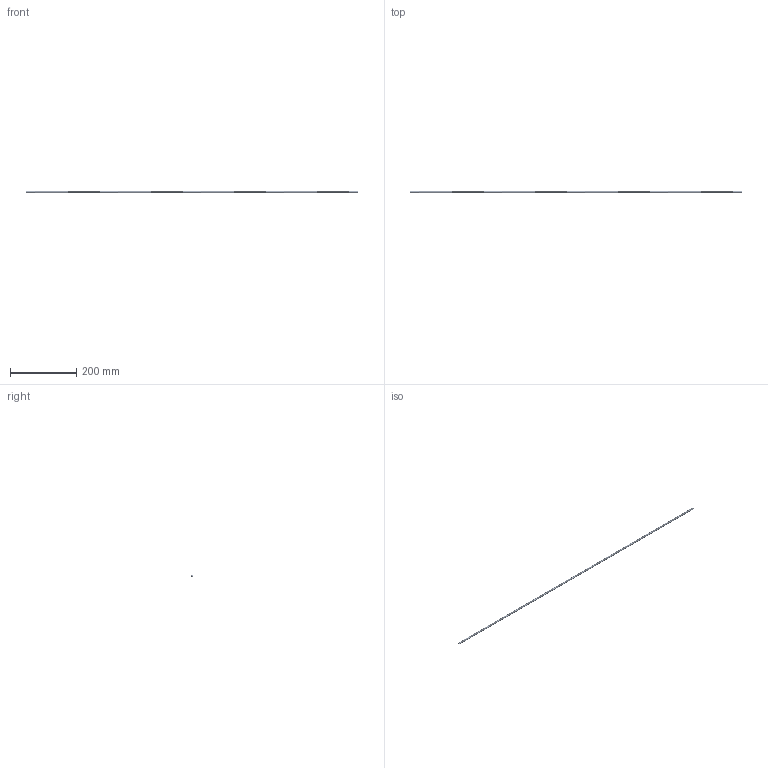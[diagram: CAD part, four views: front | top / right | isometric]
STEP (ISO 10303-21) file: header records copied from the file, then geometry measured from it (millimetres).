
FILE_DESCRIPTION (( 'STEP AP203' ), '1' );
FILE_NAME ('CLV10-TM-06-1 Øïèëüêà Ì6õ1000.STEP', '2016-02-10T12:02:52', ( '' ), ( '' ), 'SwSTEP 2.0', 'SolidWorks 2014', '' );
FILE_SCHEMA (( 'CONFIG_CONTROL_DESIGN' ));
Length unit declared in the file: millimetre
Products named in the file (1): CLV10-TM-06-1 Øïèëüêà Ì6õ1000
Bounding box: 1000 x 6 x 6 mm (x, y, z)
Volume: 24459.7 mm3; surface area: 27398.7 mm2
Topology: 1 solids, 1 shells, 3001 faces, 6001 edges, 3002 vertices
Faces by surface type: cone 2000, cylinder 999, plane 2
Full cylindrical faces by diameter (mm): 6 x999
Entity records: 60091 total; most frequent: DIRECTION 12004, CARTESIAN_POINT 9002, AXIS2_PLACEMENT_3D 6002, EDGE_LOOP 6000, ORIENTED_EDGE 6000, FACE_OUTER_BOUND 4000, ADVANCED_FACE 3001, VERTEX_POINT 3000
